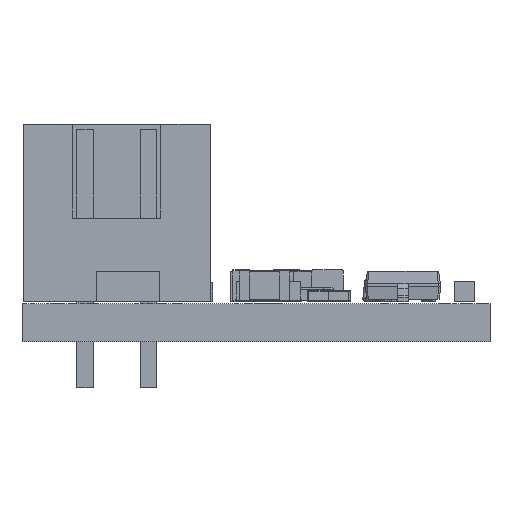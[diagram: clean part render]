
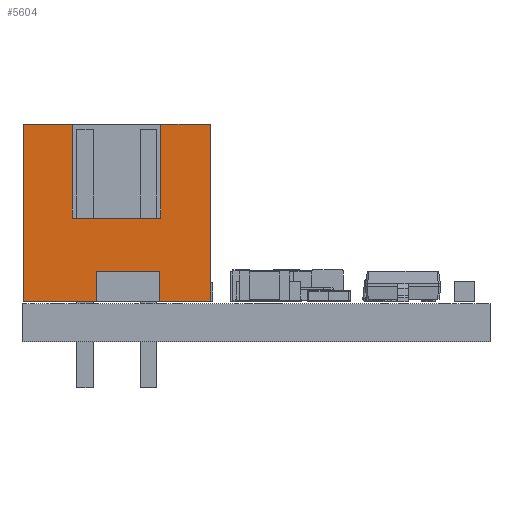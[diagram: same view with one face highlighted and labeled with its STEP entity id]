
A CAD part, front view. The second image highlights one B-rep face of the part: STEP entity #5604.
In plain terms, the highlighted face is planar.
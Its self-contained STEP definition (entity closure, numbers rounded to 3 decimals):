
#5223 = VERTEX_POINT('',#5224);
#5224 = CARTESIAN_POINT('',(-3.7,0.,2.875));
#5230 = EDGE_CURVE('',#5223,#5231,#5233,.T.);
#5231 = VERTEX_POINT('',#5232);
#5232 = CARTESIAN_POINT('',(-3.7,7.,2.875));
#5233 = LINE('',#5234,#5235);
#5234 = CARTESIAN_POINT('',(-3.7,7.,2.875));
#5235 = VECTOR('',#5236,1.);
#5236 = DIRECTION('',(0.,1.,-0.));
#5341 = VERTEX_POINT('',#5342);
#5342 = CARTESIAN_POINT('',(3.7,0.,2.875));
#5375 = VERTEX_POINT('',#5376);
#5376 = CARTESIAN_POINT('',(3.7,7.,2.875));
#5382 = EDGE_CURVE('',#5341,#5375,#5383,.T.);
#5383 = LINE('',#5384,#5385);
#5384 = CARTESIAN_POINT('',(3.7,7.,2.875));
#5385 = VECTOR('',#5386,1.);
#5386 = DIRECTION('',(0.,1.,-0.));
#5432 = EDGE_CURVE('',#5223,#5341,#5433,.T.);
#5433 = LINE('',#5434,#5435);
#5434 = CARTESIAN_POINT('',(3.7,0.,2.875));
#5435 = VECTOR('',#5436,1.);
#5436 = DIRECTION('',(1.,0.,-0.));
#5604 = ADVANCED_FACE('',(#5605),#5648,.F.);
#5605 = FACE_BOUND('',#5606,.T.);
#5606 = EDGE_LOOP('',(#5607,#5617,#5623,#5624,#5625,#5626,#5634,#5642));
#5607 = ORIENTED_EDGE('',*,*,#5608,.F.);
#5608 = EDGE_CURVE('',#5609,#5611,#5613,.T.);
#5609 = VERTEX_POINT('',#5610);
#5610 = CARTESIAN_POINT('',(-1.75,7.,2.875));
#5611 = VERTEX_POINT('',#5612);
#5612 = CARTESIAN_POINT('',(-1.75,3.3,2.875));
#5613 = LINE('',#5614,#5615);
#5614 = CARTESIAN_POINT('',(-1.75,0.,2.875));
#5615 = VECTOR('',#5616,1.);
#5616 = DIRECTION('',(-0.,-1.,-0.));
#5617 = ORIENTED_EDGE('',*,*,#5618,.F.);
#5618 = EDGE_CURVE('',#5231,#5609,#5619,.T.);
#5619 = LINE('',#5620,#5621);
#5620 = CARTESIAN_POINT('',(3.7,7.,2.875));
#5621 = VECTOR('',#5622,1.);
#5622 = DIRECTION('',(1.,-0.,0.));
#5623 = ORIENTED_EDGE('',*,*,#5230,.F.);
#5624 = ORIENTED_EDGE('',*,*,#5432,.T.);
#5625 = ORIENTED_EDGE('',*,*,#5382,.T.);
#5626 = ORIENTED_EDGE('',*,*,#5627,.F.);
#5627 = EDGE_CURVE('',#5628,#5375,#5630,.T.);
#5628 = VERTEX_POINT('',#5629);
#5629 = CARTESIAN_POINT('',(1.75,7.,2.875));
#5630 = LINE('',#5631,#5632);
#5631 = CARTESIAN_POINT('',(3.7,7.,2.875));
#5632 = VECTOR('',#5633,1.);
#5633 = DIRECTION('',(1.,-0.,0.));
#5634 = ORIENTED_EDGE('',*,*,#5635,.F.);
#5635 = EDGE_CURVE('',#5636,#5628,#5638,.T.);
#5636 = VERTEX_POINT('',#5637);
#5637 = CARTESIAN_POINT('',(1.75,3.3,2.875));
#5638 = LINE('',#5639,#5640);
#5639 = CARTESIAN_POINT('',(1.75,0.,2.875));
#5640 = VECTOR('',#5641,1.);
#5641 = DIRECTION('',(0.,1.,0.));
#5642 = ORIENTED_EDGE('',*,*,#5643,.F.);
#5643 = EDGE_CURVE('',#5611,#5636,#5644,.T.);
#5644 = LINE('',#5645,#5646);
#5645 = CARTESIAN_POINT('',(3.7,3.3,2.875));
#5646 = VECTOR('',#5647,1.);
#5647 = DIRECTION('',(1.,-0.,0.));
#5648 = PLANE('',#5649);
#5649 = AXIS2_PLACEMENT_3D('',#5650,#5651,#5652);
#5650 = CARTESIAN_POINT('',(3.7,0.,2.875));
#5651 = DIRECTION('',(0.,0.,-1.));
#5652 = DIRECTION('',(-1.,0.,-0.));
